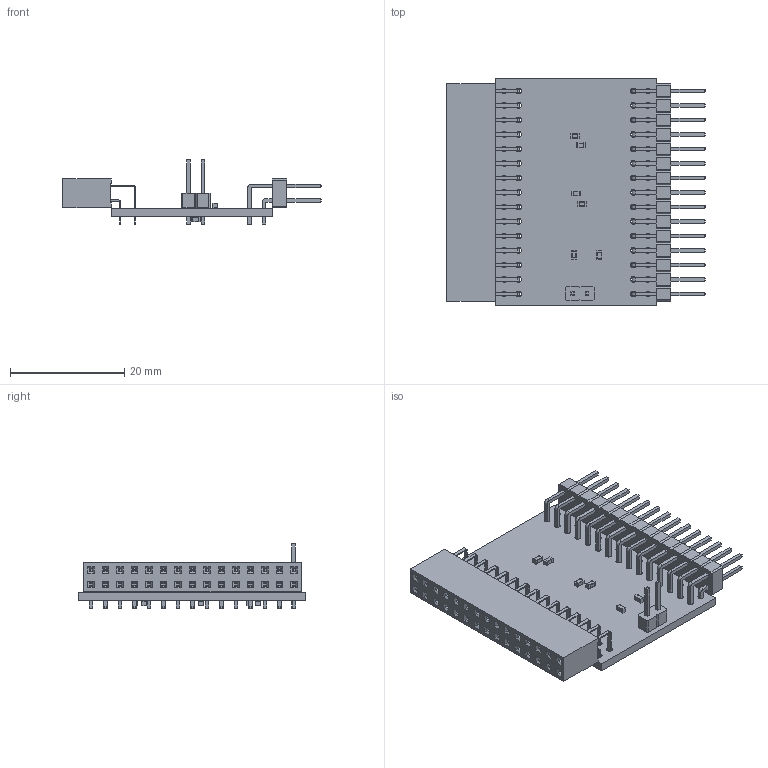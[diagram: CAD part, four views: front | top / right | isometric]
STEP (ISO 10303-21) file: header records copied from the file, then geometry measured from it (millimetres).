
FILE_DESCRIPTION(('KiCad electronic assembly'),'2;1');
FILE_NAME('LevelShifter.step','2025-11-14T10:09:35',('Pcbnew'),('Kicad') ,'Open CASCADE STEP processor 7.9','KiCad to STEP converter','Unknown' );
FILE_SCHEMA(('AUTOMOTIVE_DESIGN { 1 0 10303 214 1 1 1 1 }'));
Length unit declared in the file: millimetre
Products named in the file (6): LevelShifter 1; PinSocket_2x15_P2.54mm_Horizontal; C_0603_1608Metric; PinHeader_2x15_P2.54mm_Horizontal; PinHeader_1x02_P2.54mm_Vertical; LevelShifter_PCB
Assembly tree (16 placements, depth 2):
  LevelShifter 1
    PinSocket_2x15_P2.54mm_Horizontal
    C_0603_1608Metric  x12
    PinHeader_2x15_P2.54mm_Horizontal
    PinHeader_1x02_P2.54mm_Vertical
    LevelShifter_PCB
Bounding box: 45.25 x 39.8 x 11.54 mm (x, y, z)
Volume: 3906.2 mm3; surface area: 6640.3 mm2
Topology: 16 solids, 16 shells, 2090 faces, 5354 edges, 3444 vertices
Faces by surface type: plane 1794, cylinder 296
Full cylindrical faces by diameter (mm): 1 x62
Entity records: 69051 total; most frequent: CARTESIAN_POINT 9277, ORIENTED_EDGE 9124, DIRECTION 8488, EDGE_CURVE 4562, LINE 4234, VECTOR 4234, VERTEX_POINT 2916, AXIS2_PLACEMENT_3D 2127
